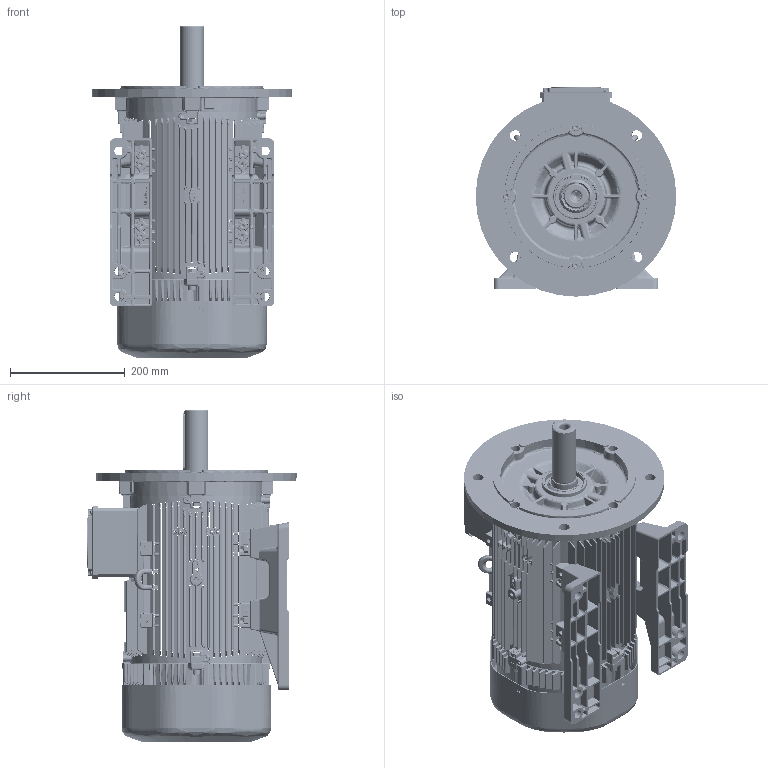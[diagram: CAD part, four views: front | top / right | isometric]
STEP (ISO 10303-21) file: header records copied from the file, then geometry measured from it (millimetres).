
FILE_DESCRIPTION(/* description */ (''),/* implementation_level */ '2;1');
FILE_NAME(/* name */ '_QHS series_ 160_B35 _DEEP COVER__stp.stp',/* time_stamp */ '2024-07-29T20:45:47+03:00',/* author */ (''),/* organization */ (''),/* preprocessor_version */ 'ST-DEVELOPER v18.102',/* originating_system */ 'SIEMENS PLM Software NX2206.8101',/* authorisation */ '');
FILE_SCHEMA (('AP203_CONFIGURATION_CONTROLLED_3D_DESIGN_OF_MECHANICAL_PARTS_AND_ASSEMBLIES_MIM_LF { 1 0 10303 403 2 1 2}'));
Products named in the file (1): _QHS series_ 160_B35 _DEEP COVER__stp_objects
Bounding box: 349.9 x 365.15 x 579 mm (x, y, z)
Surface area: 1463257.4 mm2 (no closed solid volume)
Topology: 0 solids, 150 shells, 8321 faces, 26815 edges, 17130 vertices
Faces by surface type: cylinder 3628, plane 2019, torus 1469, bspline 511, sphere 354, cone 340
Full cylindrical faces by diameter (mm): 4.6 x2, 8 x4, 8.477 x1, 8.478 x1, 16 x1, 17 x5, 33.6 x1, 34.2 x1, 40 x1, 41.4 x1, 42 x1, 45 x1, 62 x1, 68.667 x1, 82 x1, 86.767 x1, 230.5 x1
Entity records: 316054 total; most frequent: CARTESIAN_POINT 103955, ORIENTED_EDGE 41677, DIRECTION 40106, EDGE_CURVE 26290, VERTEX_POINT 17070, AXIS2_PLACEMENT_3D 15119, LINE 9868, VECTOR 9868
